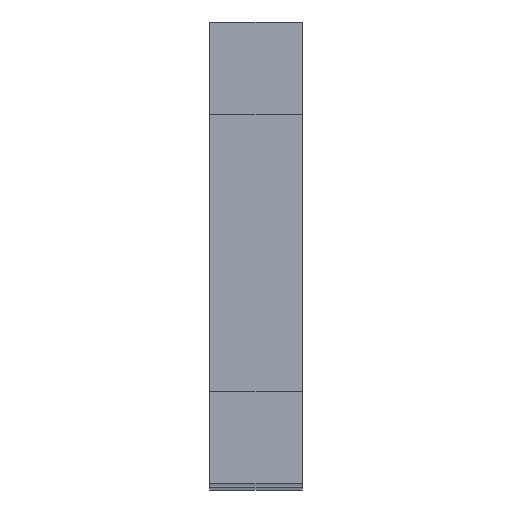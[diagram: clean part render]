
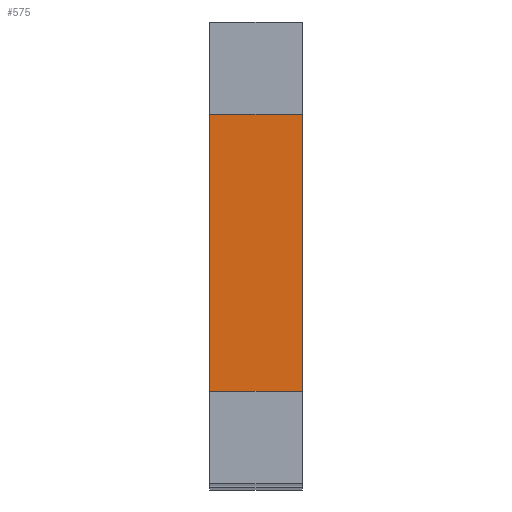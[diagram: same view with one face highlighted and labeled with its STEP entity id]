
A CAD part, top view. The second image highlights one B-rep face of the part: STEP entity #575.
In plain terms, the highlighted planar face has unit normal (0, 0, 1).
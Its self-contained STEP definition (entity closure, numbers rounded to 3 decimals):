
#67 = DIRECTION ( 'NONE',  ( 0., -1., 0. ) ) ;
#126 = LINE ( 'NONE', #845, #144 ) ;
#131 = DIRECTION ( 'NONE',  ( 0., -1., 0. ) ) ;
#144 = VECTOR ( 'NONE', #131, 1000. ) ;
#156 = CARTESIAN_POINT ( 'NONE',  ( 3., 3., 3. ) ) ;
#171 = VECTOR ( 'NONE', #67, 1000. ) ;
#196 = ORIENTED_EDGE ( 'NONE', *, *, #944, .T. ) ;
#236 = ORIENTED_EDGE ( 'NONE', *, *, #784, .F. ) ;
#278 = VERTEX_POINT ( 'NONE', #759 ) ;
#301 = VERTEX_POINT ( 'NONE', #363 ) ;
#312 = LINE ( 'NONE', #774, #1016 ) ;
#356 = ORIENTED_EDGE ( 'NONE', *, *, #988, .T. ) ;
#363 = CARTESIAN_POINT ( 'NONE',  ( 3., 3., 3. ) ) ;
#381 = DIRECTION ( 'NONE',  ( -1., 0., 0. ) ) ;
#394 = LINE ( 'NONE', #156, #895 ) ;
#442 = DIRECTION ( 'NONE',  ( 0., 0., -1. ) ) ;
#511 = VERTEX_POINT ( 'NONE', #831 ) ;
#514 = DIRECTION ( 'NONE',  ( 0., 1., 0. ) ) ;
#575 = ADVANCED_FACE ( 'NONE', ( #579 ), #899, .F. ) ;
#579 = FACE_OUTER_BOUND ( 'NONE', #955, .T. ) ;
#588 = CARTESIAN_POINT ( 'NONE',  ( 3., 0., 3. ) ) ;
#630 = VERTEX_POINT ( 'NONE', #850 ) ;
#759 = CARTESIAN_POINT ( 'NONE',  ( 0., 12., 3. ) ) ;
#774 = CARTESIAN_POINT ( 'NONE',  ( 3., 12., 3. ) ) ;
#784 = EDGE_CURVE ( 'NONE', #301, #511, #394, .T. ) ;
#794 = DIRECTION ( 'NONE',  ( -1., 0., 0. ) ) ;
#831 = CARTESIAN_POINT ( 'NONE',  ( 0., 3., 3. ) ) ;
#845 = CARTESIAN_POINT ( 'NONE',  ( 3., 0., 3. ) ) ;
#850 = CARTESIAN_POINT ( 'NONE',  ( 3., 12., 3. ) ) ;
#860 = LINE ( 'NONE', #934, #171 ) ;
#875 = EDGE_CURVE ( 'NONE', #630, #301, #126, .T. ) ;
#895 = VECTOR ( 'NONE', #794, 1000. ) ;
#899 = PLANE ( 'NONE',  #978 ) ;
#934 = CARTESIAN_POINT ( 'NONE',  ( 0., 0., 3. ) ) ;
#944 = EDGE_CURVE ( 'NONE', #278, #511, #860, .T. ) ;
#955 = EDGE_LOOP ( 'NONE', ( #196, #236, #1018, #356 ) ) ;
#978 = AXIS2_PLACEMENT_3D ( 'NONE', #588, #442, #514 ) ;
#988 = EDGE_CURVE ( 'NONE', #630, #278, #312, .T. ) ;
#1016 = VECTOR ( 'NONE', #381, 1000. ) ;
#1018 = ORIENTED_EDGE ( 'NONE', *, *, #875, .F. ) ;
